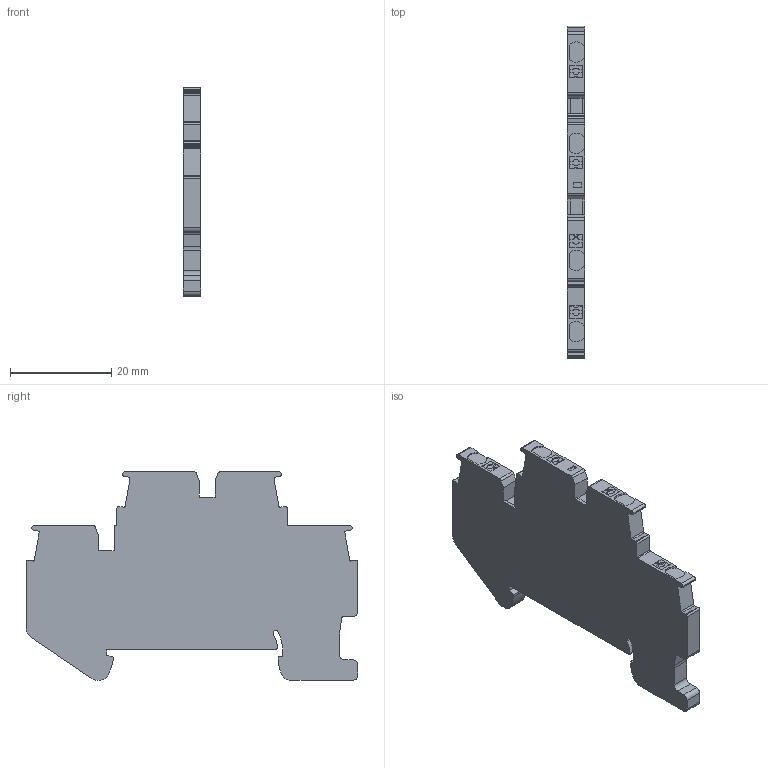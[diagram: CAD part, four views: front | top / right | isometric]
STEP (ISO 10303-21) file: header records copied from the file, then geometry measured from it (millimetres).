
FILE_DESCRIPTION( ( 'Unknown' ), '1' );
FILE_NAME( '零件12.stp', 'Unknown', ( 'Unknown' ), ( 'Unknown' ), 'XStep 1.0', 'Unknown', ' ' );
FILE_SCHEMA( ( 'automotive_design' ) );
Length unit declared in the file: millimetre
Products named in the file (1): DPT1.5 Spring-asm
Bounding box: 3.5 x 65.4 x 41.1 mm (x, y, z)
Volume: 6853.3 mm3; surface area: 4855.9 mm2
Topology: 1 solids, 1 shells, 255 faces, 720 edges, 480 vertices
Faces by surface type: plane 172, cylinder 83
Entity records: 10296 total; most frequent: CARTESIAN_POINT 1456, ORIENTED_EDGE 1440, DIRECTION 1398, EDGE_CURVE 720, LINE 554, VECTOR 554, VERTEX_POINT 480, AXIS2_PLACEMENT_3D 422
